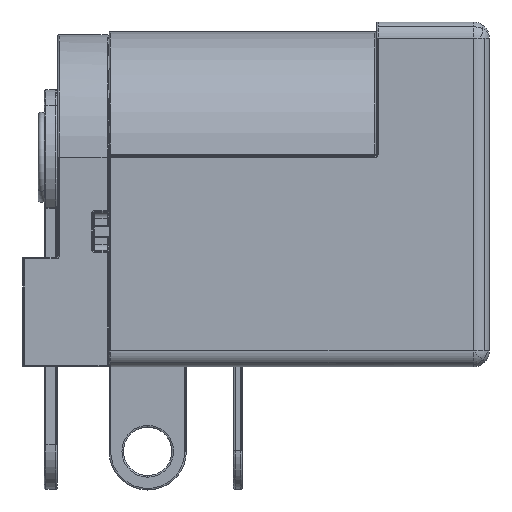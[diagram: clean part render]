
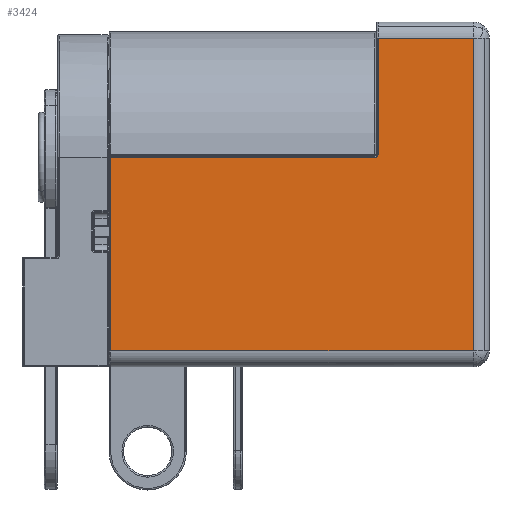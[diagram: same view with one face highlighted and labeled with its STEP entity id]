
A CAD part, left-side view. The second image highlights one B-rep face of the part: STEP entity #3424.
In plain terms, the highlighted planar face has unit normal (-1, 0, 0).
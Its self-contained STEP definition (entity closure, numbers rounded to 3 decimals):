
#231 = ORIENTED_EDGE ( 'NONE', *, *, #14732, .F. ) ;
#1229 = AXIS2_PLACEMENT_3D ( 'NONE', #3288, #23413, #32209 ) ;
#1628 = VECTOR ( 'NONE', #17473, 1000. ) ;
#2518 = LINE ( 'NONE', #24718, #26657 ) ;
#2917 = EDGE_CURVE ( 'NONE', #28776, #12359, #2935, .T. ) ;
#2935 = LINE ( 'NONE', #20286, #30968 ) ;
#2952 = VERTEX_POINT ( 'NONE', #23271 ) ;
#3099 = ORIENTED_EDGE ( 'NONE', *, *, #23800, .F. ) ;
#3288 = CARTESIAN_POINT ( 'NONE',  ( -4.5, -10.06, 6.7 ) ) ;
#3424 = ADVANCED_FACE ( 'NONE', ( #23045 ), #19695, .T. ) ;
#4369 = LINE ( 'NONE', #18374, #19560 ) ;
#5468 = DIRECTION ( 'NONE',  ( 0., 0., -1. ) ) ;
#8233 = VECTOR ( 'NONE', #5468, 1000. ) ;
#8367 = CIRCLE ( 'NONE', #1229, 0.1 ) ;
#11300 = CARTESIAN_POINT ( 'NONE',  ( -4.5, -10.16, 4.412 ) ) ;
#12025 = DIRECTION ( 'NONE',  ( 0., 1., 0. ) ) ;
#12359 = VERTEX_POINT ( 'NONE', #32575 ) ;
#13138 = ORIENTED_EDGE ( 'NONE', *, *, #2917, .F. ) ;
#13620 = EDGE_CURVE ( 'NONE', #16724, #17352, #31801, .T. ) ;
#14314 = AXIS2_PLACEMENT_3D ( 'NONE', #26019, #17282, #28827 ) ;
#14637 = CARTESIAN_POINT ( 'NONE',  ( -4.5, -2.735, 0.6 ) ) ;
#14732 = EDGE_CURVE ( 'NONE', #19378, #35065, #2518, .T. ) ;
#16639 = CARTESIAN_POINT ( 'NONE',  ( -4.5, -10.16, 10.3 ) ) ;
#16724 = VERTEX_POINT ( 'NONE', #34933 ) ;
#17282 = DIRECTION ( 'NONE',  ( -1., 0., 0. ) ) ;
#17352 = VERTEX_POINT ( 'NONE', #28488 ) ;
#17473 = DIRECTION ( 'NONE',  ( 0., 0., 1. ) ) ;
#17580 = CARTESIAN_POINT ( 'NONE',  ( -4.5, -13.11, 10.3 ) ) ;
#18374 = CARTESIAN_POINT ( 'NONE',  ( -4.5, -1.86, 2.7 ) ) ;
#18917 = DIRECTION ( 'NONE',  ( 0., 0., 1. ) ) ;
#19378 = VERTEX_POINT ( 'NONE', #16639 ) ;
#19542 = EDGE_LOOP ( 'NONE', ( #3099, #36873, #31149, #231, #31968, #26927, #13138 ) ) ;
#19560 = VECTOR ( 'NONE', #18917, 1000. ) ;
#19695 = PLANE ( 'NONE',  #14314 ) ;
#19984 = CARTESIAN_POINT ( 'NONE',  ( -4.5, -1.86, 6.6 ) ) ;
#20286 = CARTESIAN_POINT ( 'NONE',  ( -4.5, 0.89, 6.6 ) ) ;
#22288 = DIRECTION ( 'NONE',  ( 0., -1., 0. ) ) ;
#23045 = FACE_OUTER_BOUND ( 'NONE', #19542, .T. ) ;
#23226 = LINE ( 'NONE', #11300, #1628 ) ;
#23271 = CARTESIAN_POINT ( 'NONE',  ( -4.5, -10.16, 6.7 ) ) ;
#23413 = DIRECTION ( 'NONE',  ( -1., 0., 0. ) ) ;
#23800 = EDGE_CURVE ( 'NONE', #17352, #28776, #4369, .T. ) ;
#24005 = EDGE_CURVE ( 'NONE', #35065, #16724, #33474, .T. ) ;
#24718 = CARTESIAN_POINT ( 'NONE',  ( -4.5, -2.735, 10.3 ) ) ;
#26019 = CARTESIAN_POINT ( 'NONE',  ( -4.5, 0.89, 0.1 ) ) ;
#26055 = EDGE_CURVE ( 'NONE', #12359, #2952, #8367, .T. ) ;
#26657 = VECTOR ( 'NONE', #22288, 1000. ) ;
#26927 = ORIENTED_EDGE ( 'NONE', *, *, #26055, .F. ) ;
#28488 = CARTESIAN_POINT ( 'NONE',  ( -4.5, -1.86, 0.6 ) ) ;
#28776 = VERTEX_POINT ( 'NONE', #19984 ) ;
#28827 = DIRECTION ( 'NONE',  ( 0., 1., 0. ) ) ;
#30968 = VECTOR ( 'NONE', #31864, 1000. ) ;
#31027 = CARTESIAN_POINT ( 'NONE',  ( -4.5, -13.11, 0.1 ) ) ;
#31149 = ORIENTED_EDGE ( 'NONE', *, *, #24005, .F. ) ;
#31331 = VECTOR ( 'NONE', #12025, 1000. ) ;
#31801 = LINE ( 'NONE', #14637, #31331 ) ;
#31864 = DIRECTION ( 'NONE',  ( 0., -1., 0. ) ) ;
#31968 = ORIENTED_EDGE ( 'NONE', *, *, #32205, .F. ) ;
#32205 = EDGE_CURVE ( 'NONE', #2952, #19378, #23226, .T. ) ;
#32209 = DIRECTION ( 'NONE',  ( 0., -0.707, -0.707 ) ) ;
#32575 = CARTESIAN_POINT ( 'NONE',  ( -4.5, -10.06, 6.6 ) ) ;
#33474 = LINE ( 'NONE', #31027, #8233 ) ;
#34933 = CARTESIAN_POINT ( 'NONE',  ( -4.5, -13.11, 0.6 ) ) ;
#35065 = VERTEX_POINT ( 'NONE', #17580 ) ;
#36873 = ORIENTED_EDGE ( 'NONE', *, *, #13620, .F. ) ;
